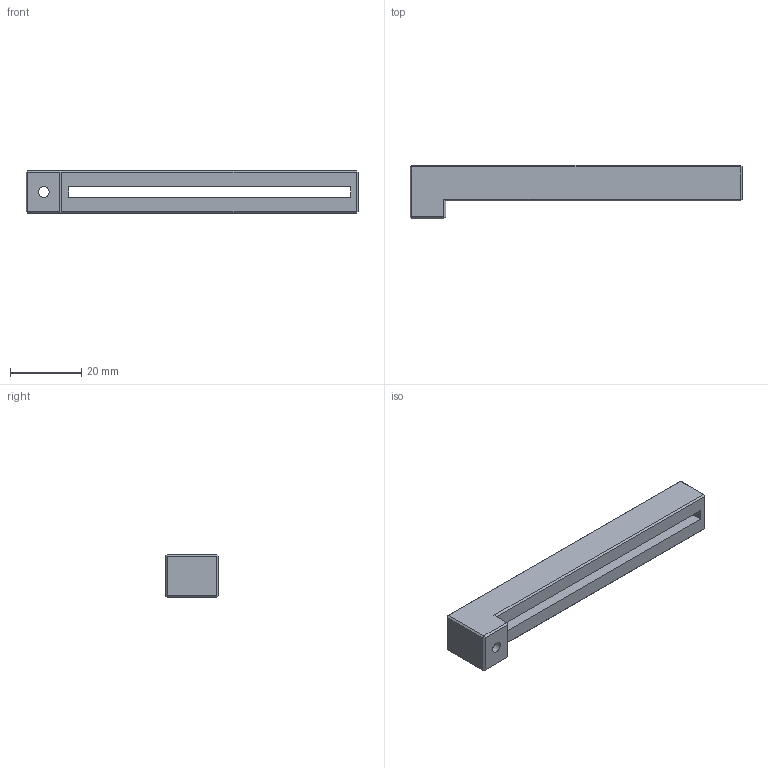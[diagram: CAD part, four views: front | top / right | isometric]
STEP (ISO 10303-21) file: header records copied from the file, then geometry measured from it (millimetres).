
FILE_DESCRIPTION(/* description */ ('STEP AP242','CAx-IF Rec.Pracs.---Representation and Presentation of Product Manufacturing Information (PMI)---4.0---2014-10-13','CAx-IF Rec.Pracs.---3D Tessellated Geometry---0.4---2014-09-14','2;1'),/* implementation_level */ '2;1');
FILE_NAME(/* name */ '689a4e6acbe07a5a7569c5d5',/* time_stamp */ '2025-08-11T20:11:23Z',/* author */ (''),/* organization */ (''),/* preprocessor_version */ 'ST-DEVELOPER v20',/* originating_system */ 'ONSHAPE BY PTC INC, 1.202',/* authorisation */ ' ');
FILE_SCHEMA (('AP242_MANAGED_MODEL_BASED_3D_ENGINEERING_MIM_LF { 1 0 10303 442 1 1 4 }'));
Length unit declared in the file: millimetre
Products named in the file (1): Part 1
Bounding box: 93 x 15 x 12 mm (x, y, z)
Volume: 9179.6 mm3; surface area: 5716.7 mm2
Topology: 1 solids, 1 shells, 46 faces, 101 edges, 58 vertices
Faces by surface type: plane 40, cylinder 6
Full cylindrical faces by diameter (mm): 3 x1, 5.2 x1
Entity records: 1237 total; most frequent: DIRECTION 209, CARTESIAN_POINT 204, ORIENTED_EDGE 198, EDGE_CURVE 99, LINE 83, VECTOR 83, AXIS2_PLACEMENT_3D 63, VERTEX_POINT 58
